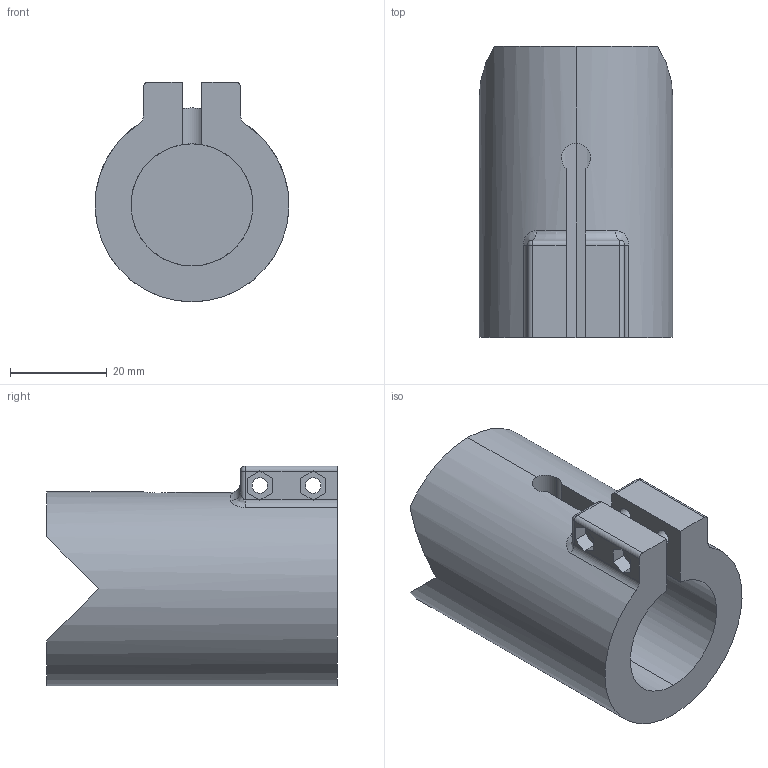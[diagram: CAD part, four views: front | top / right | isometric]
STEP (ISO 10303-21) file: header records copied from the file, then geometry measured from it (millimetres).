
FILE_DESCRIPTION (( 'STEP AP214' ), '1' );
FILE_NAME ('antenna_holder.STEP', '2022-04-13T09:04:55', ( 'MaxAli' ), ( '' ), 'SwSTEP 2.0', 'SolidWorks 2018', '' );
FILE_SCHEMA (( 'AUTOMOTIVE_DESIGN' ));
Length unit declared in the file: millimetre
Products named in the file (1): antenna_holder
Bounding box: 40 x 60 x 45.32 mm (x, y, z)
Volume: 51045.3 mm3; surface area: 15073.7 mm2
Topology: 1 solids, 1 shells, 79 faces, 200 edges, 127 vertices
Faces by surface type: plane 38, cylinder 35, sphere 2, bspline 2, torus 2
Entity records: 2652 total; most frequent: CARTESIAN_POINT 693, DIRECTION 406, ORIENTED_EDGE 396, EDGE_CURVE 198, AXIS2_PLACEMENT_3D 148, VERTEX_POINT 127, LINE 110, VECTOR 110
